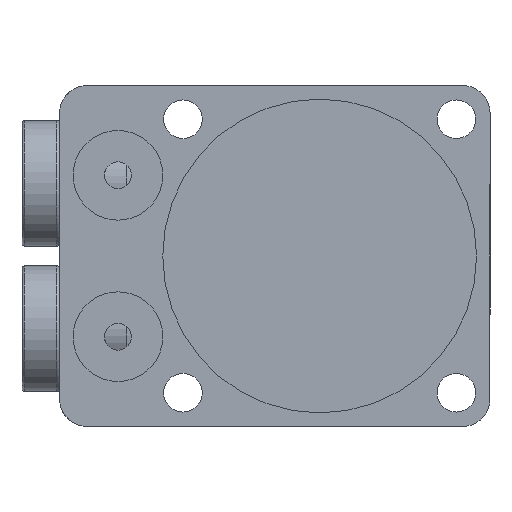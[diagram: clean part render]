
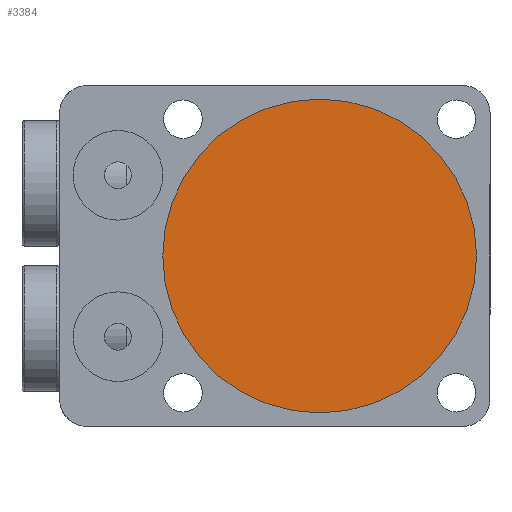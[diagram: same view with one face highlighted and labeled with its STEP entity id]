
A CAD part, front view. The second image highlights one B-rep face of the part: STEP entity #3384.
In plain terms, the highlighted planar face has unit normal (0, -1, 0).
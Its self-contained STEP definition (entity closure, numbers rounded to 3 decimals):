
#69 = CARTESIAN_POINT ( 'NONE',  ( 0., 0., 0. ) ) ;
#175 = CIRCLE ( 'NONE', #3888, 17.5 ) ;
#186 = EDGE_CURVE ( 'NONE', #3811, #3543, #604, .T. ) ;
#527 = CARTESIAN_POINT ( 'NONE',  ( 0., 0., 17.5 ) ) ;
#586 = AXIS2_PLACEMENT_3D ( 'NONE', #2476, #677, #2787 ) ;
#604 = CIRCLE ( 'NONE', #586, 17.5 ) ;
#677 = DIRECTION ( 'NONE',  ( 0., 1., 0. ) ) ;
#901 = PLANE ( 'NONE',  #2735 ) ;
#1199 = DIRECTION ( 'NONE',  ( 0., 1., 0. ) ) ;
#1588 = DIRECTION ( 'NONE',  ( 0., 1., 0. ) ) ;
#1772 = ORIENTED_EDGE ( 'NONE', *, *, #186, .F. ) ;
#2310 = EDGE_CURVE ( 'NONE', #3543, #3811, #175, .T. ) ;
#2476 = CARTESIAN_POINT ( 'NONE',  ( 0., 0., 0. ) ) ;
#2735 = AXIS2_PLACEMENT_3D ( 'NONE', #3001, #1199, #3296 ) ;
#2787 = DIRECTION ( 'NONE',  ( 0., 0., 1. ) ) ;
#3001 = CARTESIAN_POINT ( 'NONE',  ( 0., 0., 0. ) ) ;
#3050 = DIRECTION ( 'NONE',  ( 0., 0., 1. ) ) ;
#3084 = CARTESIAN_POINT ( 'NONE',  ( 0., 0., -17.5 ) ) ;
#3133 = EDGE_LOOP ( 'NONE', ( #3479, #1772 ) ) ;
#3296 = DIRECTION ( 'NONE',  ( 0., 0., 1. ) ) ;
#3384 = ADVANCED_FACE ( 'NONE', ( #3702 ), #901, .F. ) ;
#3479 = ORIENTED_EDGE ( 'NONE', *, *, #2310, .F. ) ;
#3543 = VERTEX_POINT ( 'NONE', #3084 ) ;
#3702 = FACE_OUTER_BOUND ( 'NONE', #3133, .T. ) ;
#3811 = VERTEX_POINT ( 'NONE', #527 ) ;
#3888 = AXIS2_PLACEMENT_3D ( 'NONE', #69, #1588, #3050 ) ;
